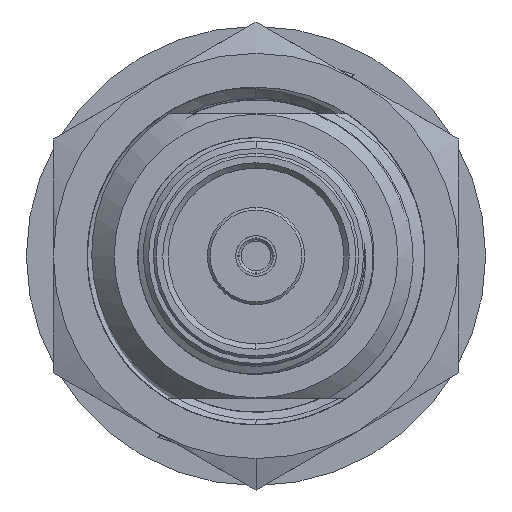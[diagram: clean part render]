
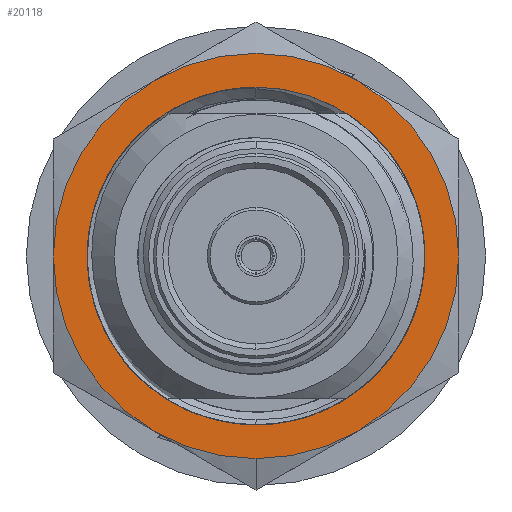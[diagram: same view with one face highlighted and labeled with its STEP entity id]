
A CAD part, left-side view. The second image highlights one B-rep face of the part: STEP entity #20118.
In plain terms, the highlighted planar face has unit normal (-1, 0, 0).
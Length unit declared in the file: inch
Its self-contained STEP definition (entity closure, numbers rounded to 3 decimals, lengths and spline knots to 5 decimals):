
#813 = CIRCLE ( 'NONE', #8361, 0.375 ) ;
#905 = EDGE_CURVE ( 'NONE', #4593, #13771, #20837, .T. ) ;
#1563 = CARTESIAN_POINT ( 'NONE',  ( 0.473, 0., 0. ) ) ;
#1817 = CARTESIAN_POINT ( 'NONE',  ( 0.473, 0., 0. ) ) ;
#3368 = ORIENTED_EDGE ( 'NONE', *, *, #3721, .T. ) ;
#3474 = EDGE_CURVE ( 'NONE', #11810, #18669, #35624, .T. ) ;
#3721 = EDGE_CURVE ( 'NONE', #32124, #6562, #17183, .T. ) ;
#4191 = AXIS2_PLACEMENT_3D ( 'NONE', #22486, #10128, #24378 ) ;
#4569 = DIRECTION ( 'NONE',  ( 0., 0., -1. ) ) ;
#4593 = VERTEX_POINT ( 'NONE', #34871 ) ;
#4964 = EDGE_CURVE ( 'NONE', #6562, #34506, #15434, .T. ) ;
#5076 = CARTESIAN_POINT ( 'NONE',  ( 0.473, 0., 0. ) ) ;
#5098 = AXIS2_PLACEMENT_3D ( 'NONE', #5076, #21878, #30132 ) ;
#5277 = FACE_BOUND ( 'NONE', #11713, .T. ) ;
#5440 = CARTESIAN_POINT ( 'NONE',  ( 0.473, 0.04426, 0.30935 ) ) ;
#5902 = DIRECTION ( 'NONE',  ( -1., 0., 0. ) ) ;
#5935 = DIRECTION ( 'NONE',  ( -1., 0., 0. ) ) ;
#6124 = CARTESIAN_POINT ( 'NONE',  ( 0.473, 0., 0. ) ) ;
#6498 = CARTESIAN_POINT ( 'NONE',  ( 0.473, 0., -0.375 ) ) ;
#6562 = VERTEX_POINT ( 'NONE', #8556 ) ;
#6686 = DIRECTION ( 'NONE',  ( 0., 0., -1. ) ) ;
#8361 = AXIS2_PLACEMENT_3D ( 'NONE', #1563, #24042, #18181 ) ;
#8556 = CARTESIAN_POINT ( 'NONE',  ( 0.473, -0.18745, 0.25004 ) ) ;
#8847 = DIRECTION ( 'NONE',  ( -1., 0., 0. ) ) ;
#9516 = AXIS2_PLACEMENT_3D ( 'NONE', #33573, #30653, #16539 ) ;
#9926 = CARTESIAN_POINT ( 'NONE',  ( 0.473, 0., 0. ) ) ;
#10030 = AXIS2_PLACEMENT_3D ( 'NONE', #16402, #36185, #21719 ) ;
#10128 = DIRECTION ( 'NONE',  ( 1., 0., 0. ) ) ;
#10541 = CARTESIAN_POINT ( 'NONE',  ( 0.473, 0., 0.3125 ) ) ;
#10851 = DIRECTION ( 'NONE',  ( 0., 0., -1. ) ) ;
#11713 = EDGE_LOOP ( 'NONE', ( #31930, #3368, #32511 ) ) ;
#11810 = VERTEX_POINT ( 'NONE', #30441 ) ;
#11866 = EDGE_CURVE ( 'NONE', #15993, #24226, #14383, .T. ) ;
#12555 = EDGE_LOOP ( 'NONE', ( #14789, #34674, #27482, #31149, #19172, #33531, #14528 ) ) ;
#13400 = AXIS2_PLACEMENT_3D ( 'NONE', #6124, #8847, #17242 ) ;
#13771 = VERTEX_POINT ( 'NONE', #14114 ) ;
#14114 = CARTESIAN_POINT ( 'NONE',  ( 0.473, -0.1875, 0.32476 ) ) ;
#14383 = CIRCLE ( 'NONE', #31354, 0.375 ) ;
#14453 = CARTESIAN_POINT ( 'NONE',  ( 0.473, 0., 0. ) ) ;
#14528 = ORIENTED_EDGE ( 'NONE', *, *, #33366, .F. ) ;
#14789 = ORIENTED_EDGE ( 'NONE', *, *, #33338, .T. ) ;
#15434 = CIRCLE ( 'NONE', #9516, 0.3125 ) ;
#15993 = VERTEX_POINT ( 'NONE', #6498 ) ;
#16402 = CARTESIAN_POINT ( 'NONE',  ( 0.473, 0., 0. ) ) ;
#16539 = DIRECTION ( 'NONE',  ( 0., 0., -1. ) ) ;
#16842 = DIRECTION ( 'NONE',  ( 0., 0., -1. ) ) ;
#17183 = CIRCLE ( 'NONE', #34724, 0.3125 ) ;
#17242 = DIRECTION ( 'NONE',  ( 0., 0., -1. ) ) ;
#17559 = AXIS2_PLACEMENT_3D ( 'NONE', #14453, #5902, #16842 ) ;
#17816 = CARTESIAN_POINT ( 'NONE',  ( 0.473, 0., 0. ) ) ;
#18181 = DIRECTION ( 'NONE',  ( 0., 0., -1. ) ) ;
#18435 = DIRECTION ( 'NONE',  ( -1., 0., 0. ) ) ;
#18669 = VERTEX_POINT ( 'NONE', #25188 ) ;
#18790 = PLANE ( 'NONE',  #10030 ) ;
#18874 = AXIS2_PLACEMENT_3D ( 'NONE', #17816, #20929, #6686 ) ;
#18937 = CARTESIAN_POINT ( 'NONE',  ( 0.473, 0.1875, -0.32476 ) ) ;
#18994 = EDGE_CURVE ( 'NONE', #24226, #4593, #29254, .T. ) ;
#19172 = ORIENTED_EDGE ( 'NONE', *, *, #28145, .T. ) ;
#19250 = CARTESIAN_POINT ( 'NONE',  ( 0.473, 0., 0. ) ) ;
#20118 = ADVANCED_FACE ( 'NONE', ( #5277, #24460 ), #18790, .F. ) ;
#20425 = EDGE_CURVE ( 'NONE', #34506, #32124, #35164, .T. ) ;
#20837 = CIRCLE ( 'NONE', #5098, 0.375 ) ;
#20890 = DIRECTION ( 'NONE',  ( 0., 0., -1. ) ) ;
#20929 = DIRECTION ( 'NONE',  ( -1., 0., 0. ) ) ;
#21719 = DIRECTION ( 'NONE',  ( 0., 1., 0. ) ) ;
#21878 = DIRECTION ( 'NONE',  ( -1., 0., 0. ) ) ;
#22377 = CIRCLE ( 'NONE', #18874, 0.375 ) ;
#22486 = CARTESIAN_POINT ( 'NONE',  ( 0.473, 0., 0. ) ) ;
#23066 = CARTESIAN_POINT ( 'NONE',  ( 0.473, -0.1875, -0.32476 ) ) ;
#24042 = DIRECTION ( 'NONE',  ( 1., 0., 0. ) ) ;
#24226 = VERTEX_POINT ( 'NONE', #23066 ) ;
#24378 = DIRECTION ( 'NONE',  ( 0., 0., -1. ) ) ;
#24460 = FACE_OUTER_BOUND ( 'NONE', #12555, .T. ) ;
#25080 = AXIS2_PLACEMENT_3D ( 'NONE', #1817, #18435, #4569 ) ;
#25188 = CARTESIAN_POINT ( 'NONE',  ( 0.473, 0.375, 0. ) ) ;
#27482 = ORIENTED_EDGE ( 'NONE', *, *, #18994, .T. ) ;
#28145 = EDGE_CURVE ( 'NONE', #13771, #11810, #36199, .T. ) ;
#29254 = CIRCLE ( 'NONE', #17559, 0.375 ) ;
#29323 = DIRECTION ( 'NONE',  ( 1., 0., 0. ) ) ;
#30132 = DIRECTION ( 'NONE',  ( 0., 0., -1. ) ) ;
#30441 = CARTESIAN_POINT ( 'NONE',  ( 0.473, 0.1875, 0.32476 ) ) ;
#30653 = DIRECTION ( 'NONE',  ( 1., 0., 0. ) ) ;
#31149 = ORIENTED_EDGE ( 'NONE', *, *, #905, .T. ) ;
#31354 = AXIS2_PLACEMENT_3D ( 'NONE', #19250, #5935, #10851 ) ;
#31930 = ORIENTED_EDGE ( 'NONE', *, *, #20425, .T. ) ;
#32084 = VERTEX_POINT ( 'NONE', #18937 ) ;
#32124 = VERTEX_POINT ( 'NONE', #10541 ) ;
#32511 = ORIENTED_EDGE ( 'NONE', *, *, #4964, .T. ) ;
#33338 = EDGE_CURVE ( 'NONE', #32084, #15993, #22377, .T. ) ;
#33366 = EDGE_CURVE ( 'NONE', #32084, #18669, #813, .T. ) ;
#33531 = ORIENTED_EDGE ( 'NONE', *, *, #3474, .T. ) ;
#33573 = CARTESIAN_POINT ( 'NONE',  ( 0.473, 0., 0. ) ) ;
#34506 = VERTEX_POINT ( 'NONE', #5440 ) ;
#34674 = ORIENTED_EDGE ( 'NONE', *, *, #11866, .T. ) ;
#34724 = AXIS2_PLACEMENT_3D ( 'NONE', #9926, #29323, #20890 ) ;
#34871 = CARTESIAN_POINT ( 'NONE',  ( 0.473, -0.375, 0. ) ) ;
#35164 = CIRCLE ( 'NONE', #4191, 0.3125 ) ;
#35624 = CIRCLE ( 'NONE', #13400, 0.375 ) ;
#36185 = DIRECTION ( 'NONE',  ( 1., 0., 0. ) ) ;
#36199 = CIRCLE ( 'NONE', #25080, 0.375 ) ;
